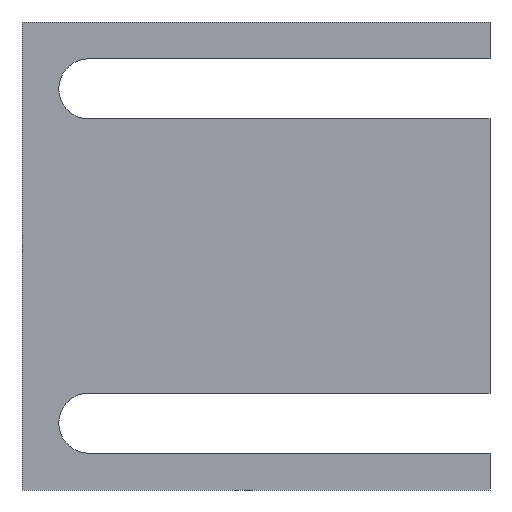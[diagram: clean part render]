
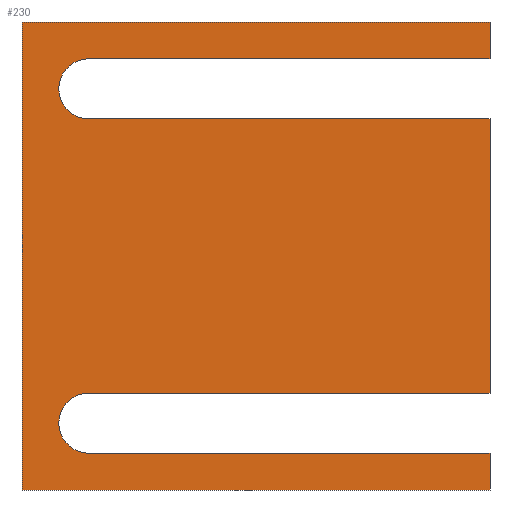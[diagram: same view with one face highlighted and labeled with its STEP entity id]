
A CAD part, left-side view. The second image highlights one B-rep face of the part: STEP entity #230.
In plain terms, the highlighted planar face has unit normal (-1, 0, 0).
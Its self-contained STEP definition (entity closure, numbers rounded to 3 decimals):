
#3 = CARTESIAN_POINT ( 'NONE',  ( 0., 140., 70. ) ) ;
#4 = CARTESIAN_POINT ( 'NONE',  ( 0., 0., -59. ) ) ;
#5 = CARTESIAN_POINT ( 'NONE',  ( 0., 0., -41. ) ) ;
#13 = CARTESIAN_POINT ( 'NONE',  ( 0., 0., 70. ) ) ;
#14 = CARTESIAN_POINT ( 'NONE',  ( 0., 140., -70. ) ) ;
#15 = CARTESIAN_POINT ( 'NONE',  ( 0., 0., -70. ) ) ;
#16 = CARTESIAN_POINT ( 'NONE',  ( 0., 0., 59. ) ) ;
#17 = CARTESIAN_POINT ( 'NONE',  ( 0., 120., -59. ) ) ;
#18 = CARTESIAN_POINT ( 'NONE',  ( 0., 120., -41. ) ) ;
#19 = CARTESIAN_POINT ( 'NONE',  ( 0., 0., 41. ) ) ;
#20 = CARTESIAN_POINT ( 'NONE',  ( 0., 120., 41. ) ) ;
#76 = ORIENTED_EDGE ( 'NONE', *, *, #444, .F. ) ;
#77 = ORIENTED_EDGE ( 'NONE', *, *, #443, .F. ) ;
#78 = ORIENTED_EDGE ( 'NONE', *, *, #441, .F. ) ;
#79 = ORIENTED_EDGE ( 'NONE', *, *, #439, .F. ) ;
#80 = ORIENTED_EDGE ( 'NONE', *, *, #437, .F. ) ;
#81 = ORIENTED_EDGE ( 'NONE', *, *, #429, .F. ) ;
#82 = ORIENTED_EDGE ( 'NONE', *, *, #434, .F. ) ;
#83 = ORIENTED_EDGE ( 'NONE', *, *, #433, .F. ) ;
#84 = ORIENTED_EDGE ( 'NONE', *, *, #431, .F. ) ;
#85 = ORIENTED_EDGE ( 'NONE', *, *, #422, .F. ) ;
#86 = ORIENTED_EDGE ( 'NONE', *, *, #426, .F. ) ;
#87 = ORIENTED_EDGE ( 'NONE', *, *, #445, .F. ) ;
#89 = EDGE_LOOP ( 'NONE', ( #76, #77, #78, #79, #80, #81, #82, #83, #84, #85, #86, #87 ) ) ;
#135 = FACE_OUTER_BOUND ( 'NONE', #89, .T. ) ;
#163 = CIRCLE ( 'NONE', #463, 9. ) ;
#168 = LINE ( 'NONE', #349, #169 ) ;
#169 = VECTOR ( 'NONE', #350, 1000. ) ;
#175 = CIRCLE ( 'NONE', #409, 9. ) ;
#176 = LINE ( 'NONE', #359, #177 ) ;
#177 = VECTOR ( 'NONE', #360, 1000. ) ;
#180 = LINE ( 'NONE', #363, #181 ) ;
#181 = VECTOR ( 'NONE', #364, 1000. ) ;
#182 = LINE ( 'NONE', #365, #183 ) ;
#183 = VECTOR ( 'NONE', #366, 1000. ) ;
#188 = LINE ( 'NONE', #371, #189 ) ;
#189 = VECTOR ( 'NONE', #372, 1000. ) ;
#192 = LINE ( 'NONE', #375, #193 ) ;
#193 = VECTOR ( 'NONE', #376, 1000. ) ;
#196 = LINE ( 'NONE', #379, #197 ) ;
#197 = VECTOR ( 'NONE', #380, 1000. ) ;
#200 = LINE ( 'NONE', #383, #201 ) ;
#201 = VECTOR ( 'NONE', #384, 1000. ) ;
#202 = LINE ( 'NONE', #385, #203 ) ;
#203 = VECTOR ( 'NONE', #386, 1000. ) ;
#204 = LINE ( 'NONE', #388, #205 ) ;
#205 = VECTOR ( 'NONE', #389, 1000. ) ;
#230 = ADVANCED_FACE ( 'NONE', ( #135 ), #307, .F. ) ;
#244 = VERTEX_POINT ( 'NONE', #16 ) ;
#245 = VERTEX_POINT ( 'NONE', #314 ) ;
#255 = VERTEX_POINT ( 'NONE', #20 ) ;
#256 = VERTEX_POINT ( 'NONE', #19 ) ;
#257 = VERTEX_POINT ( 'NONE', #5 ) ;
#258 = VERTEX_POINT ( 'NONE', #18 ) ;
#259 = VERTEX_POINT ( 'NONE', #17 ) ;
#260 = VERTEX_POINT ( 'NONE', #4 ) ;
#261 = VERTEX_POINT ( 'NONE', #15 ) ;
#262 = VERTEX_POINT ( 'NONE', #14 ) ;
#263 = VERTEX_POINT ( 'NONE', #3 ) ;
#264 = VERTEX_POINT ( 'NONE', #13 ) ;
#307 = PLANE ( 'NONE',  #460 ) ;
#310 = CARTESIAN_POINT ( 'NONE',  ( 0., 0., 0. ) ) ;
#314 = CARTESIAN_POINT ( 'NONE',  ( 0., 120., 59. ) ) ;
#316 = DIRECTION ( 'NONE',  ( 1., 0., 0. ) ) ;
#317 = DIRECTION ( 'NONE',  ( 0., 0., -1. ) ) ;
#340 = CARTESIAN_POINT ( 'NONE',  ( 0., 120., 50. ) ) ;
#341 = DIRECTION ( 'NONE',  ( -1., 0., 0. ) ) ;
#342 = DIRECTION ( 'NONE',  ( 0., 0., 1. ) ) ;
#343 = CARTESIAN_POINT ( 'NONE',  ( 0., 120., -50. ) ) ;
#349 = CARTESIAN_POINT ( 'NONE',  ( 0., 0., 59. ) ) ;
#350 = DIRECTION ( 'NONE',  ( 0., 1., 0. ) ) ;
#356 = DIRECTION ( 'NONE',  ( -1., 0., 0. ) ) ;
#357 = DIRECTION ( 'NONE',  ( 0., 0., 1. ) ) ;
#359 = CARTESIAN_POINT ( 'NONE',  ( 0., 0., 41. ) ) ;
#360 = DIRECTION ( 'NONE',  ( 0., -1., 0. ) ) ;
#363 = CARTESIAN_POINT ( 'NONE',  ( 0., 0., 0. ) ) ;
#364 = DIRECTION ( 'NONE',  ( 0., 0., -1. ) ) ;
#365 = CARTESIAN_POINT ( 'NONE',  ( 0., 0., -41. ) ) ;
#366 = DIRECTION ( 'NONE',  ( 0., 1., 0. ) ) ;
#371 = CARTESIAN_POINT ( 'NONE',  ( 0., 0., -59. ) ) ;
#372 = DIRECTION ( 'NONE',  ( 0., -1., 0. ) ) ;
#375 = CARTESIAN_POINT ( 'NONE',  ( 0., 0., 0. ) ) ;
#376 = DIRECTION ( 'NONE',  ( 0., 0., -1. ) ) ;
#379 = CARTESIAN_POINT ( 'NONE',  ( 0., 0., -70. ) ) ;
#380 = DIRECTION ( 'NONE',  ( 0., 1., 0. ) ) ;
#383 = CARTESIAN_POINT ( 'NONE',  ( 0., 140., 0. ) ) ;
#384 = DIRECTION ( 'NONE',  ( 0., 0., 1. ) ) ;
#385 = CARTESIAN_POINT ( 'NONE',  ( 0., 0., 70. ) ) ;
#386 = DIRECTION ( 'NONE',  ( 0., -1., 0. ) ) ;
#388 = CARTESIAN_POINT ( 'NONE',  ( 0., 0., 0. ) ) ;
#389 = DIRECTION ( 'NONE',  ( 0., 0., -1. ) ) ;
#409 = AXIS2_PLACEMENT_3D ( 'NONE', #343, #356, #357 ) ;
#422 = EDGE_CURVE ( 'NONE', #245, #255, #163, .T. ) ;
#426 = EDGE_CURVE ( 'NONE', #244, #245, #168, .T. ) ;
#429 = EDGE_CURVE ( 'NONE', #258, #259, #175, .T. ) ;
#431 = EDGE_CURVE ( 'NONE', #255, #256, #176, .T. ) ;
#433 = EDGE_CURVE ( 'NONE', #256, #257, #180, .T. ) ;
#434 = EDGE_CURVE ( 'NONE', #257, #258, #182, .T. ) ;
#437 = EDGE_CURVE ( 'NONE', #259, #260, #188, .T. ) ;
#439 = EDGE_CURVE ( 'NONE', #260, #261, #192, .T. ) ;
#441 = EDGE_CURVE ( 'NONE', #261, #262, #196, .T. ) ;
#443 = EDGE_CURVE ( 'NONE', #262, #263, #200, .T. ) ;
#444 = EDGE_CURVE ( 'NONE', #263, #264, #202, .T. ) ;
#445 = EDGE_CURVE ( 'NONE', #264, #244, #204, .T. ) ;
#460 = AXIS2_PLACEMENT_3D ( 'NONE', #310, #316, #317 ) ;
#463 = AXIS2_PLACEMENT_3D ( 'NONE', #340, #341, #342 ) ;
